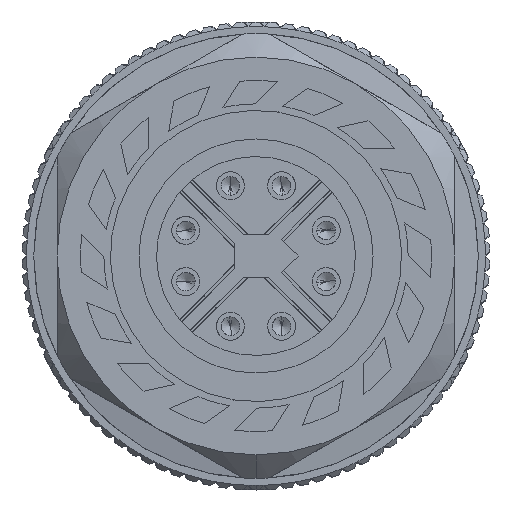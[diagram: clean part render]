
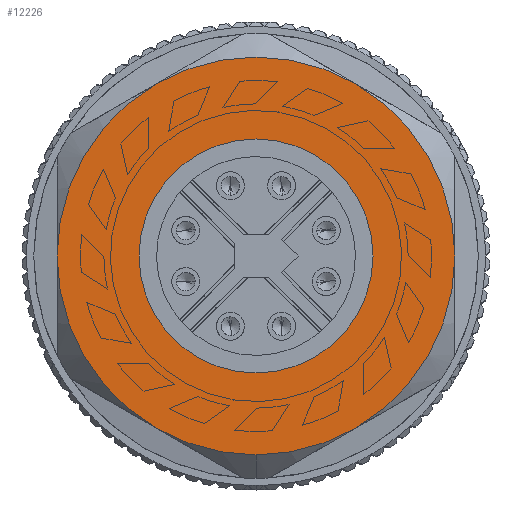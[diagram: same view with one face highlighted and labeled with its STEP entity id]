
A CAD part, left-side view. The second image highlights one B-rep face of the part: STEP entity #12226.
In plain terms, the highlighted planar face has unit normal (-1, 0, 0).
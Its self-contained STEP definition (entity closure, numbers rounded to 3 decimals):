
#979 = EDGE_CURVE ( 'NONE', #49878, #60034, #41382, .T. ) ;
#1102 = EDGE_CURVE ( 'NONE', #4007, #72393, #25909, .T. ) ;
#2512 = VERTEX_POINT ( 'NONE', #19230 ) ;
#3598 = DIRECTION ( 'NONE',  ( 0., 0., -1. ) ) ;
#4007 = VERTEX_POINT ( 'NONE', #34924 ) ;
#5959 = CARTESIAN_POINT ( 'NONE',  ( 0., 4.25, 7.361 ) ) ;
#7255 = CIRCLE ( 'NONE', #66427, 5. ) ;
#8457 = DIRECTION ( 'NONE',  ( 1., 0., 0. ) ) ;
#12226 = ADVANCED_FACE ( 'NONE', ( #64859, #40663 ), #77756, .F. ) ;
#12449 = CARTESIAN_POINT ( 'NONE',  ( 0., 0., 0. ) ) ;
#12947 = ORIENTED_EDGE ( 'NONE', *, *, #48596, .F. ) ;
#12974 = AXIS2_PLACEMENT_3D ( 'NONE', #48516, #53423, #71934 ) ;
#13355 = EDGE_CURVE ( 'NONE', #78634, #4007, #19107, .T. ) ;
#13984 = AXIS2_PLACEMENT_3D ( 'NONE', #70075, #14844, #64021 ) ;
#14844 = DIRECTION ( 'NONE',  ( -1., 0., 0. ) ) ;
#15773 = VERTEX_POINT ( 'NONE', #24284 ) ;
#16355 = ORIENTED_EDGE ( 'NONE', *, *, #1102, .T. ) ;
#16453 = DIRECTION ( 'NONE',  ( 0., 0., -1. ) ) ;
#17322 = DIRECTION ( 'NONE',  ( 0., 0., -1. ) ) ;
#18073 = CIRCLE ( 'NONE', #63113, 8.5 ) ;
#19107 = CIRCLE ( 'NONE', #13984, 8.5 ) ;
#19230 = CARTESIAN_POINT ( 'NONE',  ( 0., 0., 5. ) ) ;
#19446 = ORIENTED_EDGE ( 'NONE', *, *, #78009, .T. ) ;
#19459 = AXIS2_PLACEMENT_3D ( 'NONE', #39702, #45742, #65471 ) ;
#20098 = AXIS2_PLACEMENT_3D ( 'NONE', #22525, #71686, #16453 ) ;
#20453 = VERTEX_POINT ( 'NONE', #42837 ) ;
#22525 = CARTESIAN_POINT ( 'NONE',  ( 0., 0., 0. ) ) ;
#24270 = CARTESIAN_POINT ( 'NONE',  ( 0., -8.5, 0. ) ) ;
#24284 = CARTESIAN_POINT ( 'NONE',  ( 0., -4.25, 7.361 ) ) ;
#25909 = CIRCLE ( 'NONE', #32420, 8.5 ) ;
#26814 = DIRECTION ( 'NONE',  ( 0., 0., -1. ) ) ;
#27235 = EDGE_LOOP ( 'NONE', ( #72675, #12947 ) ) ;
#27239 = CARTESIAN_POINT ( 'NONE',  ( 0., 0., -8.5 ) ) ;
#29832 = CARTESIAN_POINT ( 'NONE',  ( 0., 0., 0. ) ) ;
#32420 = AXIS2_PLACEMENT_3D ( 'NONE', #59461, #58664, #26814 ) ;
#33047 = DIRECTION ( 'NONE',  ( 0., 0., -1. ) ) ;
#33128 = CARTESIAN_POINT ( 'NONE',  ( 0., 0., 0. ) ) ;
#34924 = CARTESIAN_POINT ( 'NONE',  ( 0., 8.5, 0. ) ) ;
#35040 = CARTESIAN_POINT ( 'NONE',  ( 0., 0., 0. ) ) ;
#35334 = CARTESIAN_POINT ( 'NONE',  ( 0., 4.25, -7.361 ) ) ;
#36079 = AXIS2_PLACEMENT_3D ( 'NONE', #45117, #8457, #33047 ) ;
#36195 = AXIS2_PLACEMENT_3D ( 'NONE', #29832, #62054, #17322 ) ;
#36627 = EDGE_LOOP ( 'NONE', ( #16355, #37031, #63681, #41773, #76071, #19446, #41978 ) ) ;
#37031 = ORIENTED_EDGE ( 'NONE', *, *, #51864, .T. ) ;
#37423 = EDGE_CURVE ( 'NONE', #2512, #20453, #55491, .T. ) ;
#39702 = CARTESIAN_POINT ( 'NONE',  ( 0., 0., 0. ) ) ;
#40663 = FACE_BOUND ( 'NONE', #27235, .T. ) ;
#41382 = CIRCLE ( 'NONE', #19459, 8.5 ) ;
#41773 = ORIENTED_EDGE ( 'NONE', *, *, #979, .T. ) ;
#41978 = ORIENTED_EDGE ( 'NONE', *, *, #13355, .T. ) ;
#42426 = CARTESIAN_POINT ( 'NONE',  ( 0., -4.25, -7.361 ) ) ;
#42837 = CARTESIAN_POINT ( 'NONE',  ( 0., 0., -5. ) ) ;
#43600 = DIRECTION ( 'NONE',  ( 0., 0., -1. ) ) ;
#44273 = VERTEX_POINT ( 'NONE', #27239 ) ;
#45117 = CARTESIAN_POINT ( 'NONE',  ( 0., 5., 0. ) ) ;
#45742 = DIRECTION ( 'NONE',  ( -1., 0., 0. ) ) ;
#47513 = DIRECTION ( 'NONE',  ( -1., 0., 0. ) ) ;
#48303 = DIRECTION ( 'NONE',  ( -1., 0., 0. ) ) ;
#48516 = CARTESIAN_POINT ( 'NONE',  ( 0., 0., 0. ) ) ;
#48596 = EDGE_CURVE ( 'NONE', #20453, #2512, #7255, .T. ) ;
#49878 = VERTEX_POINT ( 'NONE', #42426 ) ;
#51864 = EDGE_CURVE ( 'NONE', #72393, #44273, #18073, .T. ) ;
#53423 = DIRECTION ( 'NONE',  ( -1., 0., 0. ) ) ;
#53981 = EDGE_CURVE ( 'NONE', #44273, #49878, #67078, .T. ) ;
#55491 = CIRCLE ( 'NONE', #12974, 5. ) ;
#58664 = DIRECTION ( 'NONE',  ( -1., 0., 0. ) ) ;
#58733 = CIRCLE ( 'NONE', #20098, 8.5 ) ;
#59461 = CARTESIAN_POINT ( 'NONE',  ( 0., 0., 0. ) ) ;
#60034 = VERTEX_POINT ( 'NONE', #24270 ) ;
#62054 = DIRECTION ( 'NONE',  ( -1., 0., 0. ) ) ;
#62936 = DIRECTION ( 'NONE',  ( -1., 0., 0. ) ) ;
#63113 = AXIS2_PLACEMENT_3D ( 'NONE', #35040, #47513, #3598 ) ;
#63263 = EDGE_CURVE ( 'NONE', #60034, #15773, #75904, .T. ) ;
#63681 = ORIENTED_EDGE ( 'NONE', *, *, #53981, .T. ) ;
#64021 = DIRECTION ( 'NONE',  ( 0., 0., -1. ) ) ;
#64859 = FACE_OUTER_BOUND ( 'NONE', #36627, .T. ) ;
#65471 = DIRECTION ( 'NONE',  ( 0., 0., -1. ) ) ;
#66427 = AXIS2_PLACEMENT_3D ( 'NONE', #12449, #48303, #79353 ) ;
#67078 = CIRCLE ( 'NONE', #36195, 8.5 ) ;
#70075 = CARTESIAN_POINT ( 'NONE',  ( 0., 0., 0. ) ) ;
#71686 = DIRECTION ( 'NONE',  ( -1., 0., 0. ) ) ;
#71934 = DIRECTION ( 'NONE',  ( 0., 0., 1. ) ) ;
#72393 = VERTEX_POINT ( 'NONE', #35334 ) ;
#72675 = ORIENTED_EDGE ( 'NONE', *, *, #37423, .F. ) ;
#73296 = AXIS2_PLACEMENT_3D ( 'NONE', #33128, #62936, #43600 ) ;
#75904 = CIRCLE ( 'NONE', #73296, 8.5 ) ;
#76071 = ORIENTED_EDGE ( 'NONE', *, *, #63263, .T. ) ;
#77756 = PLANE ( 'NONE',  #36079 ) ;
#78009 = EDGE_CURVE ( 'NONE', #15773, #78634, #58733, .T. ) ;
#78634 = VERTEX_POINT ( 'NONE', #5959 ) ;
#79353 = DIRECTION ( 'NONE',  ( 0., 0., 1. ) ) ;
